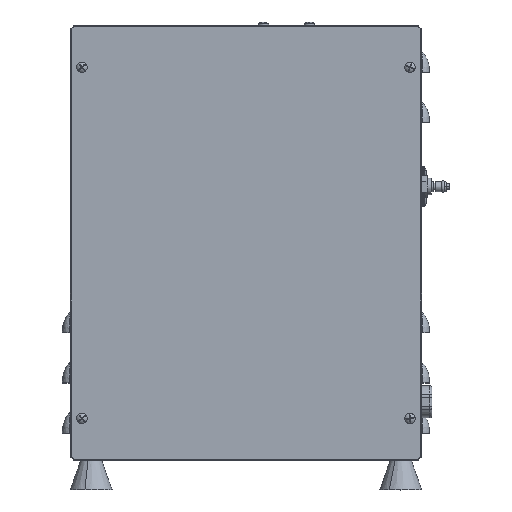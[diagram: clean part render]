
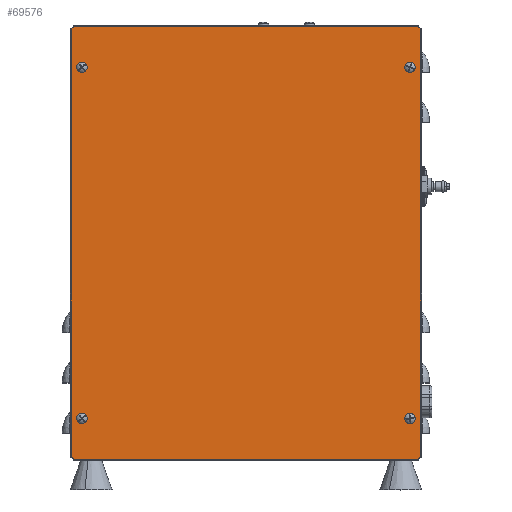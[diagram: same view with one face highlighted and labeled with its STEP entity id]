
A CAD part, top view. The second image highlights one B-rep face of the part: STEP entity #69576.
In plain terms, the highlighted planar face has unit normal (0, 0, 1).
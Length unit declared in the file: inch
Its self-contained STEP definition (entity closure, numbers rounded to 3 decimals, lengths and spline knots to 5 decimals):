
#38 = CIRCLE ( 'NONE', #34295, 0.11 ) ;
#1373 = EDGE_CURVE ( 'NONE', #51880, #45227, #52565, .T. ) ;
#1647 = LINE ( 'NONE', #56084, #49418 ) ;
#1692 = FACE_BOUND ( 'NONE', #23513, .T. ) ;
#2524 = EDGE_CURVE ( 'NONE', #74401, #68075, #28970, .T. ) ;
#2762 = AXIS2_PLACEMENT_3D ( 'NONE', #68484, #56595, #44289 ) ;
#4050 = CARTESIAN_POINT ( 'NONE',  ( 4.797, -5.25, 0.0598 ) ) ;
#4231 = VECTOR ( 'NONE', #68040, 39.37008 ) ;
#4452 = DIRECTION ( 'NONE',  ( -1., 0., 0. ) ) ;
#4670 = EDGE_CURVE ( 'NONE', #68075, #7913, #74439, .T. ) ;
#4701 = CARTESIAN_POINT ( 'NONE',  ( 0., 0., 0.0598 ) ) ;
#5142 = VERTEX_POINT ( 'NONE', #73782 ) ;
#5183 = ORIENTED_EDGE ( 'NONE', *, *, #43017, .T. ) ;
#6302 = CARTESIAN_POINT ( 'NONE',  ( -4.797, 5.25, 0.0598 ) ) ;
#6550 = ORIENTED_EDGE ( 'NONE', *, *, #56311, .F. ) ;
#6657 = CARTESIAN_POINT ( 'NONE',  ( 4.907, 5.25, 0.0598 ) ) ;
#7913 = VERTEX_POINT ( 'NONE', #57368 ) ;
#8384 = AXIS2_PLACEMENT_3D ( 'NONE', #6657, #18199, #72624 ) ;
#9226 = CARTESIAN_POINT ( 'NONE',  ( 4.907, -5.25, 0.0598 ) ) ;
#10372 = ORIENTED_EDGE ( 'NONE', *, *, #69225, .F. ) ;
#11625 = CARTESIAN_POINT ( 'NONE',  ( 5.017, -5.25, 0.0598 ) ) ;
#12099 = EDGE_CURVE ( 'NONE', #26737, #43612, #78437, .T. ) ;
#12500 = ORIENTED_EDGE ( 'NONE', *, *, #30788, .T. ) ;
#13297 = DIRECTION ( 'NONE',  ( 0., 0., -1. ) ) ;
#13387 = DIRECTION ( 'NONE',  ( 1., 0., 0. ) ) ;
#13399 = EDGE_CURVE ( 'NONE', #16238, #5142, #16098, .T. ) ;
#13785 = EDGE_LOOP ( 'NONE', ( #6550, #69197 ) ) ;
#15770 = CARTESIAN_POINT ( 'NONE',  ( 5.22, 6.47, 0.0598 ) ) ;
#16098 = CIRCLE ( 'NONE', #40198, 0.11 ) ;
#16238 = VERTEX_POINT ( 'NONE', #19815 ) ;
#16336 = ORIENTED_EDGE ( 'NONE', *, *, #44326, .T. ) ;
#17302 = DIRECTION ( 'NONE',  ( 1., 0., 0. ) ) ;
#18199 = DIRECTION ( 'NONE',  ( 0., 0., -1. ) ) ;
#18293 = AXIS2_PLACEMENT_3D ( 'NONE', #22353, #59700, #53378 ) ;
#19583 = EDGE_CURVE ( 'NONE', #65585, #32777, #69829, .T. ) ;
#19815 = CARTESIAN_POINT ( 'NONE',  ( -5.017, -5.25, 0.0598 ) ) ;
#20006 = ORIENTED_EDGE ( 'NONE', *, *, #19583, .T. ) ;
#20219 = ORIENTED_EDGE ( 'NONE', *, *, #54075, .T. ) ;
#20326 = FACE_BOUND ( 'NONE', #13785, .T. ) ;
#21833 = AXIS2_PLACEMENT_3D ( 'NONE', #4701, #39391, #28524 ) ;
#22353 = CARTESIAN_POINT ( 'NONE',  ( 5.1, 6.35, 0.0598 ) ) ;
#23513 = EDGE_LOOP ( 'NONE', ( #24344, #20219 ) ) ;
#24038 = VERTEX_POINT ( 'NONE', #45033 ) ;
#24344 = ORIENTED_EDGE ( 'NONE', *, *, #12099, .T. ) ;
#25296 = CARTESIAN_POINT ( 'NONE',  ( -5.1, 6.35, 0.0598 ) ) ;
#25899 = FACE_BOUND ( 'NONE', #56512, .T. ) ;
#26169 = CIRCLE ( 'NONE', #35033, 0.11 ) ;
#26273 = CARTESIAN_POINT ( 'NONE',  ( -4.907, -5.25, 0.0598 ) ) ;
#26325 = CARTESIAN_POINT ( 'NONE',  ( -5.22, 6.47, 0.0598 ) ) ;
#26737 = VERTEX_POINT ( 'NONE', #64851 ) ;
#26783 = DIRECTION ( 'NONE',  ( 0., 0., 1. ) ) ;
#26857 = CARTESIAN_POINT ( 'NONE',  ( -5.22, -6.35, 0.0598 ) ) ;
#27286 = VERTEX_POINT ( 'NONE', #6302 ) ;
#27998 = CARTESIAN_POINT ( 'NONE',  ( -5.017, 5.25, 0.0598 ) ) ;
#28473 = DIRECTION ( 'NONE',  ( -1., 0., 0. ) ) ;
#28524 = DIRECTION ( 'NONE',  ( 1., 0., 0. ) ) ;
#28970 = LINE ( 'NONE', #71082, #71678 ) ;
#29336 = ORIENTED_EDGE ( 'NONE', *, *, #1373, .T. ) ;
#30788 = EDGE_CURVE ( 'NONE', #7913, #24038, #1647, .T. ) ;
#31214 = DIRECTION ( 'NONE',  ( 0., 0., 1. ) ) ;
#31463 = AXIS2_PLACEMENT_3D ( 'NONE', #43120, #13297, #67736 ) ;
#32777 = VERTEX_POINT ( 'NONE', #4050 ) ;
#34295 = AXIS2_PLACEMENT_3D ( 'NONE', #54441, #66744, #38529 ) ;
#35033 = AXIS2_PLACEMENT_3D ( 'NONE', #35193, #59409, #17302 ) ;
#35160 = AXIS2_PLACEMENT_3D ( 'NONE', #43162, #31214, #67381 ) ;
#35193 = CARTESIAN_POINT ( 'NONE',  ( -4.907, -5.25, 0.0598 ) ) ;
#35773 = ORIENTED_EDGE ( 'NONE', *, *, #41079, .F. ) ;
#36250 = ORIENTED_EDGE ( 'NONE', *, *, #2524, .T. ) ;
#36568 = ORIENTED_EDGE ( 'NONE', *, *, #4670, .T. ) ;
#38529 = DIRECTION ( 'NONE',  ( 1., 0., 0. ) ) ;
#39391 = DIRECTION ( 'NONE',  ( 0., 0., 1. ) ) ;
#40198 = AXIS2_PLACEMENT_3D ( 'NONE', #26273, #67991, #44195 ) ;
#40272 = CARTESIAN_POINT ( 'NONE',  ( 5.1, -6.35, 0.0598 ) ) ;
#40400 = DIRECTION ( 'NONE',  ( 0., 0., -1. ) ) ;
#40884 = CARTESIAN_POINT ( 'NONE',  ( 4.797, 5.25, 0.0598 ) ) ;
#41079 = EDGE_CURVE ( 'NONE', #27286, #62018, #38, .T. ) ;
#41198 = LINE ( 'NONE', #15770, #54908 ) ;
#43017 = EDGE_CURVE ( 'NONE', #24038, #49334, #62303, .T. ) ;
#43120 = CARTESIAN_POINT ( 'NONE',  ( 4.907, 5.25, 0.0598 ) ) ;
#43162 = CARTESIAN_POINT ( 'NONE',  ( -5.1, -6.35, 0.0598 ) ) ;
#43612 = VERTEX_POINT ( 'NONE', #40884 ) ;
#44195 = DIRECTION ( 'NONE',  ( 1., 0., 0. ) ) ;
#44289 = DIRECTION ( 'NONE',  ( 1., 0., 0. ) ) ;
#44326 = EDGE_CURVE ( 'NONE', #49334, #51880, #41198, .T. ) ;
#45033 = CARTESIAN_POINT ( 'NONE',  ( 5.1, -6.47, 0.0598 ) ) ;
#45159 = CARTESIAN_POINT ( 'NONE',  ( -5.1, 6.47, 0.0598 ) ) ;
#45227 = VERTEX_POINT ( 'NONE', #45853 ) ;
#45853 = CARTESIAN_POINT ( 'NONE',  ( 5.1, 6.47, 0.0598 ) ) ;
#46582 = DIRECTION ( 'NONE',  ( 0., 0., -1. ) ) ;
#47272 = DIRECTION ( 'NONE',  ( 0., -1., 0. ) ) ;
#47567 = CARTESIAN_POINT ( 'NONE',  ( 4.907, -5.25, 0.0598 ) ) ;
#47940 = CARTESIAN_POINT ( 'NONE',  ( 5.22, -6.35, 0.0598 ) ) ;
#48959 = FACE_OUTER_BOUND ( 'NONE', #61854, .T. ) ;
#49334 = VERTEX_POINT ( 'NONE', #47940 ) ;
#49418 = VECTOR ( 'NONE', #50109, 39.37008 ) ;
#49712 = CIRCLE ( 'NONE', #2762, 0.11 ) ;
#50109 = DIRECTION ( 'NONE',  ( 1., 0., 0. ) ) ;
#50790 = AXIS2_PLACEMENT_3D ( 'NONE', #9226, #46582, #4452 ) ;
#51880 = VERTEX_POINT ( 'NONE', #74571 ) ;
#51998 = ORIENTED_EDGE ( 'NONE', *, *, #77396, .T. ) ;
#52029 = CIRCLE ( 'NONE', #76124, 0.12 ) ;
#52565 = CIRCLE ( 'NONE', #18293, 0.12 ) ;
#53378 = DIRECTION ( 'NONE',  ( 1., 0., 0. ) ) ;
#54075 = EDGE_CURVE ( 'NONE', #43612, #26737, #69281, .T. ) ;
#54441 = CARTESIAN_POINT ( 'NONE',  ( -4.907, 5.25, 0.0598 ) ) ;
#54908 = VECTOR ( 'NONE', #59452, 39.37008 ) ;
#56084 = CARTESIAN_POINT ( 'NONE',  ( -5.22, -6.47, 0.0598 ) ) ;
#56311 = EDGE_CURVE ( 'NONE', #5142, #16238, #26169, .T. ) ;
#56512 = EDGE_LOOP ( 'NONE', ( #35773, #10372 ) ) ;
#56548 = LINE ( 'NONE', #26325, #4231 ) ;
#56595 = DIRECTION ( 'NONE',  ( 0., 0., 1. ) ) ;
#57368 = CARTESIAN_POINT ( 'NONE',  ( -5.1, -6.47, 0.0598 ) ) ;
#58243 = ORIENTED_EDGE ( 'NONE', *, *, #66173, .T. ) ;
#59073 = CIRCLE ( 'NONE', #65439, 0.11 ) ;
#59409 = DIRECTION ( 'NONE',  ( 0., 0., 1. ) ) ;
#59452 = DIRECTION ( 'NONE',  ( 0., 1., 0. ) ) ;
#59700 = DIRECTION ( 'NONE',  ( 0., 0., 1. ) ) ;
#60765 = EDGE_CURVE ( 'NONE', #32777, #65585, #59073, .T. ) ;
#61128 = CARTESIAN_POINT ( 'NONE',  ( -5.22, 6.35, 0.0598 ) ) ;
#61651 = FACE_BOUND ( 'NONE', #61715, .T. ) ;
#61715 = EDGE_LOOP ( 'NONE', ( #20006, #76264 ) ) ;
#61854 = EDGE_LOOP ( 'NONE', ( #16336, #29336, #51998, #58243, #36250, #36568, #12500, #5183 ) ) ;
#61861 = DIRECTION ( 'NONE',  ( 0., 0., 1. ) ) ;
#62018 = VERTEX_POINT ( 'NONE', #27998 ) ;
#62303 = CIRCLE ( 'NONE', #66129, 0.12 ) ;
#64507 = DIRECTION ( 'NONE',  ( 1., 0., 0. ) ) ;
#64851 = CARTESIAN_POINT ( 'NONE',  ( 5.017, 5.25, 0.0598 ) ) ;
#65439 = AXIS2_PLACEMENT_3D ( 'NONE', #47567, #40400, #28473 ) ;
#65585 = VERTEX_POINT ( 'NONE', #11625 ) ;
#66129 = AXIS2_PLACEMENT_3D ( 'NONE', #40272, #26783, #64507 ) ;
#66173 = EDGE_CURVE ( 'NONE', #75763, #74401, #52029, .T. ) ;
#66744 = DIRECTION ( 'NONE',  ( 0., 0., 1. ) ) ;
#67381 = DIRECTION ( 'NONE',  ( 1., 0., 0. ) ) ;
#67736 = DIRECTION ( 'NONE',  ( -1., 0., 0. ) ) ;
#67991 = DIRECTION ( 'NONE',  ( 0., 0., 1. ) ) ;
#68040 = DIRECTION ( 'NONE',  ( -1., 0., 0. ) ) ;
#68075 = VERTEX_POINT ( 'NONE', #26857 ) ;
#68484 = CARTESIAN_POINT ( 'NONE',  ( -4.907, 5.25, 0.0598 ) ) ;
#69187 = PLANE ( 'NONE',  #21833 ) ;
#69197 = ORIENTED_EDGE ( 'NONE', *, *, #13399, .F. ) ;
#69225 = EDGE_CURVE ( 'NONE', #62018, #27286, #49712, .T. ) ;
#69281 = CIRCLE ( 'NONE', #8384, 0.11 ) ;
#69576 = ADVANCED_FACE ( 'NONE', ( #1692, #61651, #25899, #20326, #48959 ), #69187, .T. ) ;
#69829 = CIRCLE ( 'NONE', #50790, 0.11 ) ;
#71082 = CARTESIAN_POINT ( 'NONE',  ( -5.22, 6.47, 0.0598 ) ) ;
#71678 = VECTOR ( 'NONE', #47272, 39.37008 ) ;
#72624 = DIRECTION ( 'NONE',  ( -1., 0., 0. ) ) ;
#73782 = CARTESIAN_POINT ( 'NONE',  ( -4.797, -5.25, 0.0598 ) ) ;
#74401 = VERTEX_POINT ( 'NONE', #61128 ) ;
#74439 = CIRCLE ( 'NONE', #35160, 0.12 ) ;
#74571 = CARTESIAN_POINT ( 'NONE',  ( 5.22, 6.35, 0.0598 ) ) ;
#75763 = VERTEX_POINT ( 'NONE', #45159 ) ;
#76124 = AXIS2_PLACEMENT_3D ( 'NONE', #25296, #61861, #13387 ) ;
#76264 = ORIENTED_EDGE ( 'NONE', *, *, #60765, .T. ) ;
#77396 = EDGE_CURVE ( 'NONE', #45227, #75763, #56548, .T. ) ;
#78437 = CIRCLE ( 'NONE', #31463, 0.11 ) ;
